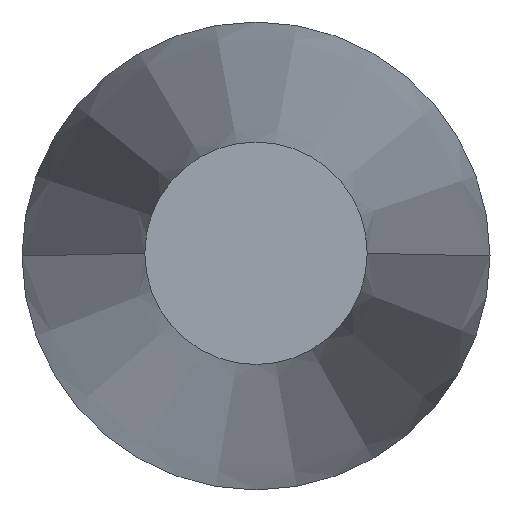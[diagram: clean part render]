
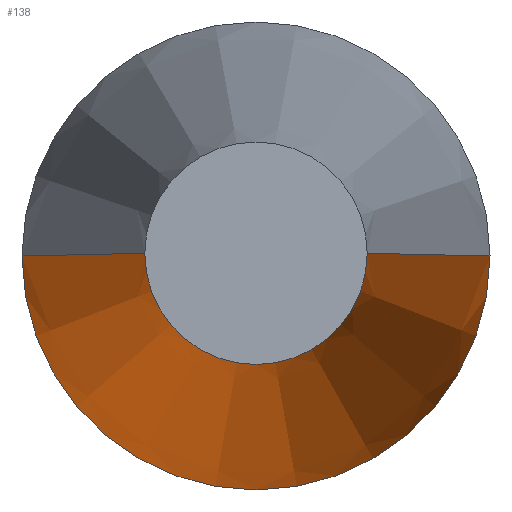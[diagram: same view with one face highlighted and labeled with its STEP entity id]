
A CAD part, top view. The second image highlights one B-rep face of the part: STEP entity #138.
In plain terms, the highlighted conical face has half-angle 4.5 degrees and reference radius 12 mm.
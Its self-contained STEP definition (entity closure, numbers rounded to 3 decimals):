
#2 = CARTESIAN_POINT ( 'NONE',  ( -12., 0., 0. ) ) ;
#20 = DIRECTION ( 'NONE',  ( 0., 0., 1. ) ) ;
#32 = EDGE_LOOP ( 'NONE', ( #98, #318, #284, #120 ) ) ;
#39 = DIRECTION ( 'NONE',  ( 0., 0., -1. ) ) ;
#49 = VECTOR ( 'NONE', #168, 1000. ) ;
#78 = FACE_OUTER_BOUND ( 'NONE', #32, .T. ) ;
#84 = CARTESIAN_POINT ( 'NONE',  ( 0., 0., 0. ) ) ;
#88 = LINE ( 'NONE', #303, #49 ) ;
#98 = ORIENTED_EDGE ( 'NONE', *, *, #265, .F. ) ;
#99 = CARTESIAN_POINT ( 'NONE',  ( -5.704, 0., 80. ) ) ;
#111 = CARTESIAN_POINT ( 'NONE',  ( 0., 0., 80. ) ) ;
#120 = ORIENTED_EDGE ( 'NONE', *, *, #204, .T. ) ;
#123 = VERTEX_POINT ( 'NONE', #99 ) ;
#134 = CARTESIAN_POINT ( 'NONE',  ( -12., 0., 0. ) ) ;
#136 = AXIS2_PLACEMENT_3D ( 'NONE', #84, #39, #244 ) ;
#138 = ADVANCED_FACE ( 'NONE', ( #78 ), #181, .T. ) ;
#146 = CIRCLE ( 'NONE', #239, 5.704 ) ;
#158 = AXIS2_PLACEMENT_3D ( 'NONE', #268, #20, #273 ) ;
#162 = CARTESIAN_POINT ( 'NONE',  ( 12., 0., 0. ) ) ;
#166 = CIRCLE ( 'NONE', #158, 12. ) ;
#168 = DIRECTION ( 'NONE',  ( 0.078, 0., -0.997 ) ) ;
#177 = EDGE_CURVE ( 'NONE', #123, #334, #216, .T. ) ;
#181 = CONICAL_SURFACE ( 'NONE', #136, 12., 0.079 ) ;
#192 = CARTESIAN_POINT ( 'NONE',  ( 5.704, 0., 80. ) ) ;
#195 = DIRECTION ( 'NONE',  ( 0., 0., 1. ) ) ;
#204 = EDGE_CURVE ( 'NONE', #334, #308, #166, .T. ) ;
#216 = LINE ( 'NONE', #2, #332 ) ;
#222 = DIRECTION ( 'NONE',  ( 1., 0., 0. ) ) ;
#223 = EDGE_CURVE ( 'NONE', #123, #259, #146, .T. ) ;
#233 = DIRECTION ( 'NONE',  ( -0.078, 0., -0.997 ) ) ;
#239 = AXIS2_PLACEMENT_3D ( 'NONE', #111, #195, #222 ) ;
#244 = DIRECTION ( 'NONE',  ( -1., 0., 0. ) ) ;
#259 = VERTEX_POINT ( 'NONE', #192 ) ;
#265 = EDGE_CURVE ( 'NONE', #259, #308, #88, .T. ) ;
#268 = CARTESIAN_POINT ( 'NONE',  ( 0., 0., 0. ) ) ;
#273 = DIRECTION ( 'NONE',  ( 1., 0., 0. ) ) ;
#284 = ORIENTED_EDGE ( 'NONE', *, *, #177, .T. ) ;
#303 = CARTESIAN_POINT ( 'NONE',  ( 12., 0., 0. ) ) ;
#308 = VERTEX_POINT ( 'NONE', #162 ) ;
#318 = ORIENTED_EDGE ( 'NONE', *, *, #223, .F. ) ;
#332 = VECTOR ( 'NONE', #233, 1000. ) ;
#334 = VERTEX_POINT ( 'NONE', #134 ) ;
